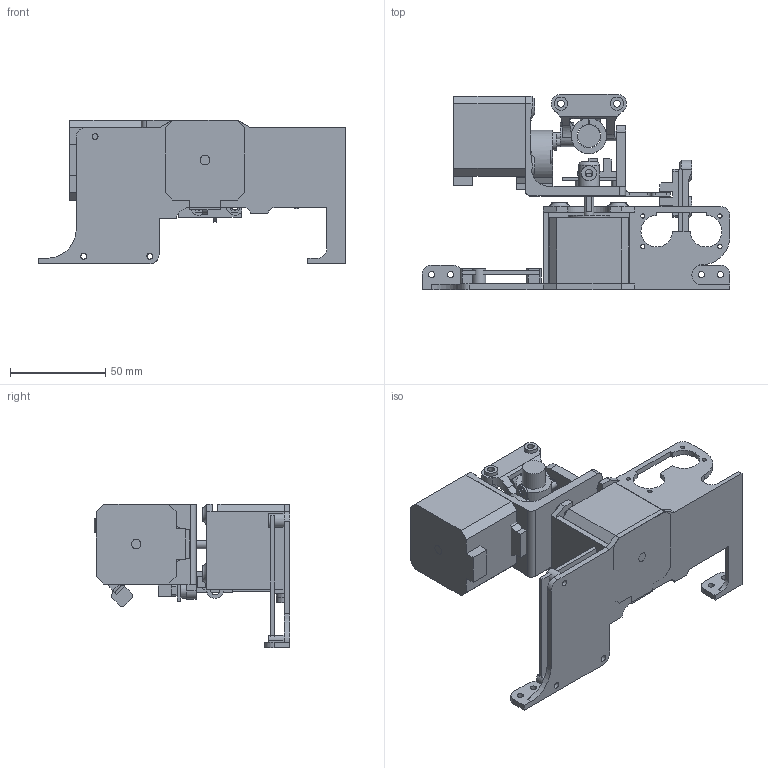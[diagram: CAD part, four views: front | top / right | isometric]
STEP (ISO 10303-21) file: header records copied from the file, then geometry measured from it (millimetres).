
FILE_DESCRIPTION(/* description */ (''),/* implementation_level */ '2;1');
FILE_NAME(/* name */ 'Shooter model.step',/* time_stamp */ '2024-02-07T21:35:13+03:00',/* author */ (''),/* organization */ (''),/* preprocessor_version */ 'ST-DEVELOPER v20',/* originating_system */ 'Autodesk Translation Framework v12.14.0.127',/* authorisation */ '');
FILE_SCHEMA (('AUTOMOTIVE_DESIGN { 1 0 10303 214 3 1 1 }'));
Length unit declared in the file: millimetre
Products named in the file (12): Shooter_v4; Laser2; Y axis holder; Y axis endstop holder; Laser holder; Small stepper; Nema 17; Y endstop; Baring; X endstop; PCB; Nema 17 (1)
Assembly tree (11 placements, depth 2):
  Shooter_v4
    Laser2
    Y axis holder
    Y axis endstop holder
    Laser holder
    Small stepper
    Nema 17
    Y endstop
    Baring
    X endstop
    PCB
    Nema 17 (1)
Bounding box: 161.82 x 102.72 x 75.56 mm (x, y, z)
Volume: 235617 mm3; surface area: 92980.7 mm2
Topology: 15 solids, 15 shells, 528 faces, 1392 edges, 921 vertices
Faces by surface type: plane 340, cylinder 169, torus 15, bspline 2, cone 2
Full cylindrical faces by diameter (mm): 2.2 x10, 3 x13, 3.2 x6, 3.3 x2, 3.5 x6, 3.6 x12, 4 x1, 4.5 x2, 4.9 x1, 5 x6, 5.5 x1, 6.5 x2, 7 x4, 8 x2, 9 x1, 10 x4, 11 x2, 12 x1, 22 x2, 22.6 x1
Entity records: 17523 total; most frequent: CARTESIAN_POINT 3554, DIRECTION 2842, ORIENTED_EDGE 2786, EDGE_CURVE 1393, AXIS2_PLACEMENT_3D 967, VERTEX_POINT 921, LINE 908, VECTOR 908
